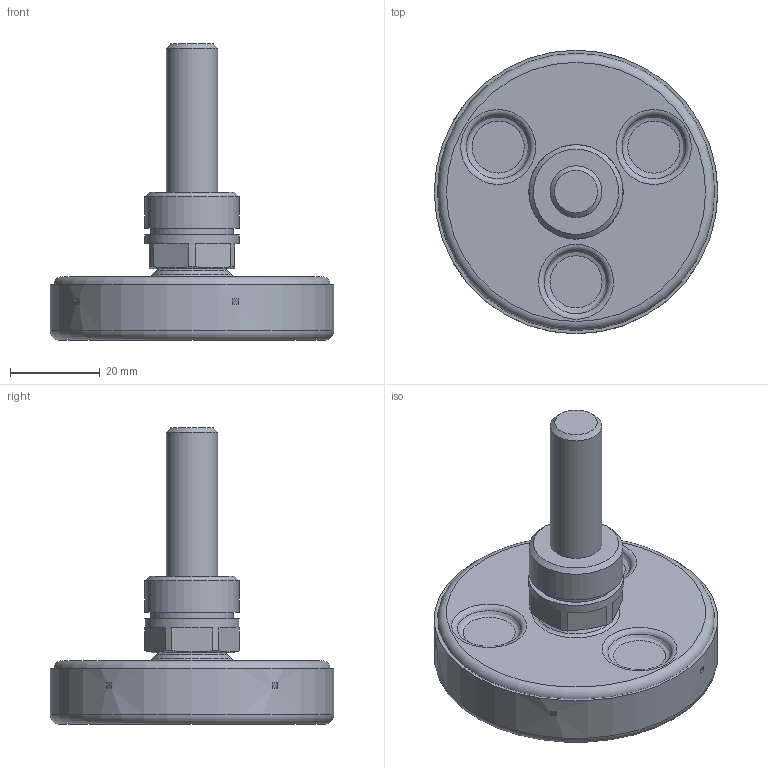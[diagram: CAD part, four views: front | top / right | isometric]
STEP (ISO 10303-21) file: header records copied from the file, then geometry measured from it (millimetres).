
FILE_DESCRIPTION(/* description */ (''),/* implementation_level */ '2;1');
FILE_NAME(/* name */ 'TB-63 50.stp',/* time_stamp */ '2019-02-06T12:18:21+02:00',/* author */ ('aleksaim'),/* organization */ (''),/* preprocessor_version */ 'ST-DEVELOPER v17',/* originating_system */ 'Autodesk Inventor 2019',/* authorisation */ '');
FILE_SCHEMA (('AUTOMOTIVE_DESIGN { 1 0 10303 214 3 1 1 }'));
Length unit declared in the file: millimetre
Products named in the file (10): PT30557000-simple; MCASACZ054; MCASACZ103; MTUBACZ009; MBUSACC00101; MTRAVTR018; MMINOTT00701; MCOMPLA02800; Part2; MGUAOTT01900
Assembly tree (9 placements, depth 3):
  PT30557000-simple
    MCASACZ054
      MCASACZ103
      MTUBACZ009
      MBUSACC00101
    MTRAVTR018
    MMINOTT00701
    MCOMPLA02800
    Part2
    MGUAOTT01900
Bounding box: 63.1 x 63.1 x 65.9 mm (x, y, z)
Volume: 25279.2 mm3; surface area: 36422.2 mm2
Topology: 8 solids, 8 shells, 229 faces, 561 edges, 380 vertices
Faces by surface type: plane 138, cylinder 35, cone 28, torus 15, bspline 13
Full cylindrical faces by diameter (mm): 4.5 x1, 7 x1, 7.5 x1, 7.6 x1, 8 x2, 9 x1, 9.1 x1, 9.5 x1, 11.3 x1, 11.5 x1, 13.85 x2, 14.5 x1, 18.5 x1, 20.955 x1, 21 x1, 52 x1, 61 x1, 62.1 x1, 63.1 x1
Entity records: 8196 total; most frequent: CARTESIAN_POINT 2279, DIRECTION 1213, ORIENTED_EDGE 1118, EDGE_CURVE 559, AXIS2_PLACEMENT_3D 454, VERTEX_POINT 379, LINE 305, VECTOR 305
